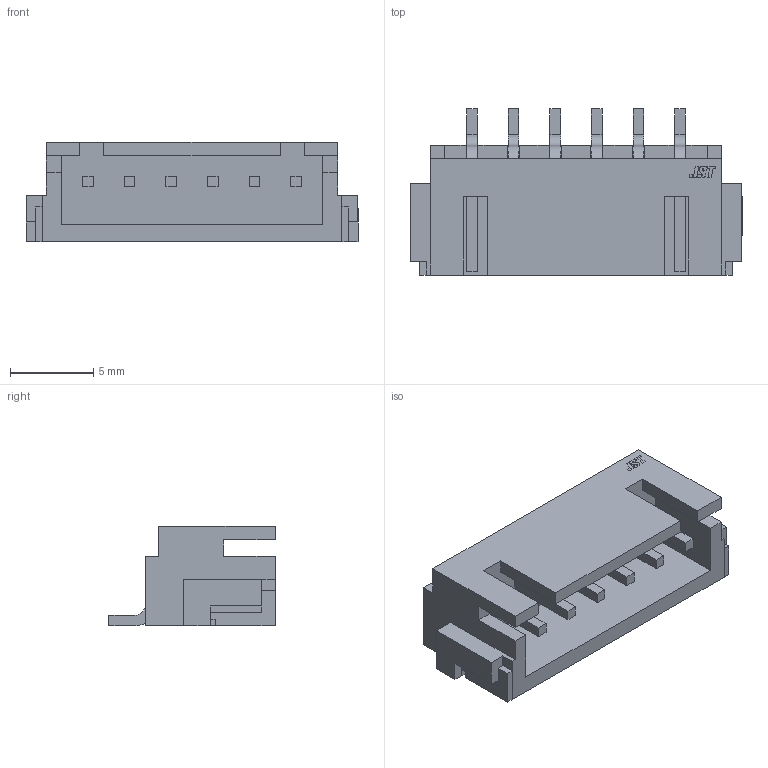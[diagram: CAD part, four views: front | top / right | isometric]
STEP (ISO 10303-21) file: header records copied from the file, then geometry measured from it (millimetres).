
FILE_DESCRIPTION (( 'STEP AP214' ), '1' );
FILE_NAME ('S6B-XH-SM4-TB(LF)(SN).STEP', '2023-03-15T18:12:41', ( '' ), ( '' ), 'SwSTEP 2.0', 'SolidWorks 2013', '' );
FILE_SCHEMA (( 'AUTOMOTIVE_DESIGN' ));
Length unit declared in the file: inch
Products named in the file (6): Notch; JST; 3; 2; 1; S6B-XH-SM4-TB(LF)(SN)
Assembly tree (5 placements, depth 2):
  S6B-XH-SM4-TB(LF)(SN)
    1
    2
    3
    JST
    Notch
Bounding box: 19.95 x 10 x 6 mm (x, y, z)
Volume: 486.2 mm3; surface area: 1031.9 mm2
Topology: 19 solids, 19 shells, 319 faces, 816 edges, 537 vertices
Faces by surface type: plane 232, bspline 63, cylinder 24
Entity records: 14449 total; most frequent: CARTESIAN_POINT 2529, ORIENTED_EDGE 1632, DIRECTION 1264, EDGE_CURVE 816, VECTOR 640, LINE 640, VERTEX_POINT 537, DIMENSIONAL_EXPONENTS 349
